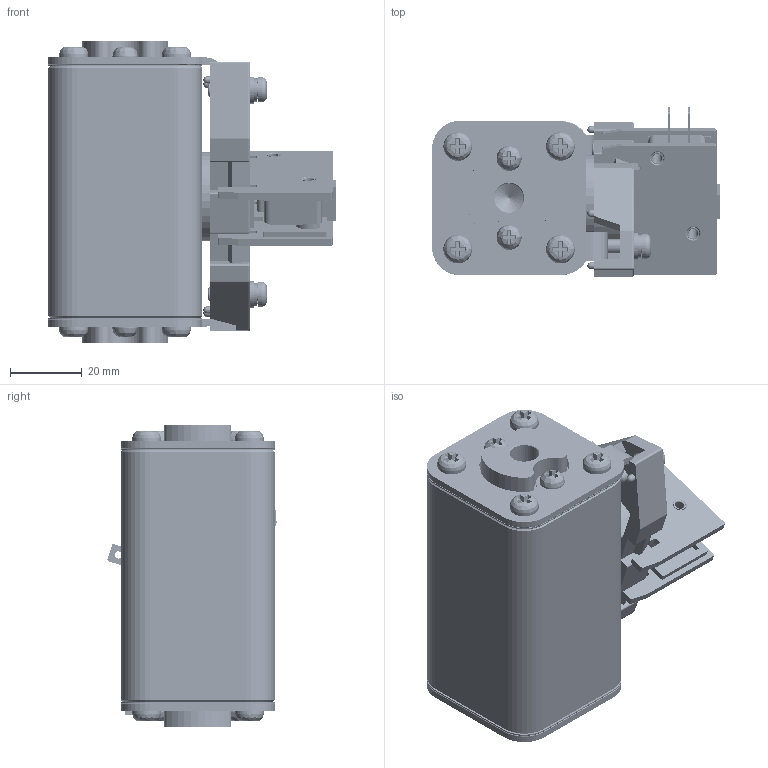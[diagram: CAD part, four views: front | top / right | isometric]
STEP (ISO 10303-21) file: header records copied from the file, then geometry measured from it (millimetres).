
FILE_DESCRIPTION(/* description */ (''),/* implementation_level */ '2;1');
FILE_NAME(/* name */ 'CDRSM-315G.prt.stp',/* time_stamp */ '2025-03-14T11:02:45+08:00',/* author */ (''),/* organization */ (''),/* preprocessor_version */ 'ST-DEVELOPER v16',/* originating_system */ 'SIEMENS PLM Software NX 10.0',/* authorisation */ '');
FILE_SCHEMA (('CONFIG_CONTROL_DESIGN'));
Products named in the file (1): CDRSM-315G
Bounding box: 80.3 x 47.14 x 84 mm (x, y, z)
Volume: 113509.3 mm3; surface area: 65821.4 mm2
Topology: 46 solids, 46 shells, 1423 faces, 3690 edges, 2403 vertices
Faces by surface type: plane 753, cylinder 374, cone 165, bspline 78, torus 34, sphere 19
Full cylindrical faces by diameter (mm): 1 x2, 1.9 x1, 2 x7, 2.6 x2, 2.8 x1, 3 x3, 3.2 x2, 3.5 x18, 3.7 x16, 3.9 x42, 4 x13, 4.2 x8, 4.5 x3, 4.8 x1, 5 x1, 5.5 x1, 6 x1, 7 x7, 7.5 x2, 8 x19, 8.5 x1, 9.3 x1, 9.5 x1, 10.5 x1, 12 x1, 17 x1, 21 x2, 25 x2, 30 x2, 31.6 x1
Entity records: 89816 total; most frequent: CARTESIAN_POINT 61004, ORIENTED_EDGE 5776, DIRECTION 5640, EDGE_CURVE 2888, AXIS2_PLACEMENT_3D 2003, VERTEX_POINT 1995, EDGE_LOOP 1659, LINE 1634
